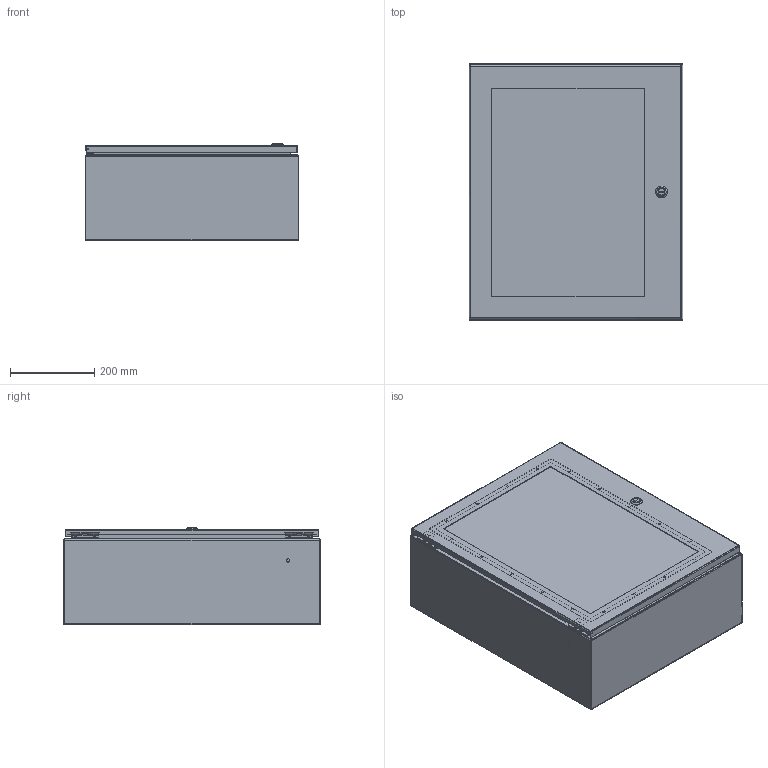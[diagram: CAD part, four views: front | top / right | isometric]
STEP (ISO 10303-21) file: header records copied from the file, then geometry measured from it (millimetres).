
FILE_DESCRIPTION((''),'2;1');
FILE_NAME('N412242008WSSC.iam.stp','2011-08-30T13:37:42',(''),(''),'Autodesk Inventor 2011','Autodesk Inventor 2011','');
FILE_SCHEMA(('AUTOMOTIVE_DESIGN { 1 0 10303 214 1 1 1 1 }'));
Length unit declared in the file: inch
Products named in the file (30): N412242008WSSC; N412242008WSSCBKP; N4122420WSSCLID; HFW328176; 17376 PIN; 17380 SCREW; 17723 BOX LEAF; 17723-UTI BRACKET; 17910 SEALING WASHER; HFW3161; 388151; 36821; 36824; 35377; 388148; HFW388176; 35123; 1000-229_prt; 1000-u156_asm; 1000-102A-AA; 1000-02; 1000-23; 1000-u630_asm; 1000-318-PF; 1000-03-PG; 1000-24; 1000-277-01PI; HFW328175; 349117; 38846
Assembly tree (72 placements, depth 4):
  N412242008WSSC
    N412242008WSSCBKP
    N4122420WSSCLID
    HFW328176  x2
      17376 PIN
      17380 SCREW
      17723 BOX LEAF
      17723-UTI BRACKET
      17910 SEALING WASHER
    HFW3161  x2
    388151  x4
    36821  x2
    36824  x2
    35377
    388148  x17
    HFW388176
    35123
      1000-229_prt
      1000-u156_asm
        1000-102A-AA
        1000-02
        1000-23
      1000-u630_asm
        1000-318-PF
        1000-03-PG
        1000-24
        1000-277-01PI
    HFW328175  x2
    349117  x18
    38846
Bounding box: 508 x 609.6 x 230.5 mm (x, y, z)
Volume: 3275426.4 mm3; surface area: 2562389.5 mm2
Topology: 74 solids, 74 shells, 2004 faces, 4591 edges, 2757 vertices
Faces by surface type: plane 776, cylinder 573, cone 450, bspline 140, torus 65
Full cylindrical faces by diameter (mm): 2.362 x4, 3.175 x2, 3.317 x68, 3.861 x4, 3.962 x20, 4.166 x68, 4.25 x4, 4.366 x4, 4.572 x4, 4.775 x4, 4.826 x18, 5 x1, 5.5 x1, 6.35 x10, 6.414 x17, 6.502 x4, 6.985 x4, 7.144 x18, 7.62 x4, 8 x1, 8.128 x4, 8.56 x1, 9.144 x4, 9.9 x1, 10 x1, 10.2 x1, 11.113 x4, 12.8 x1, 13.5 x1, 14.3 x4
Entity records: 33696 total; most frequent: CARTESIAN_POINT 12347, DIRECTION 4165, ORIENTED_EDGE 3906, EDGE_CURVE 1953, AXIS2_PLACEMENT_3D 1518, VERTEX_POINT 1269, EDGE_LOOP 1176, VECTOR 1129
